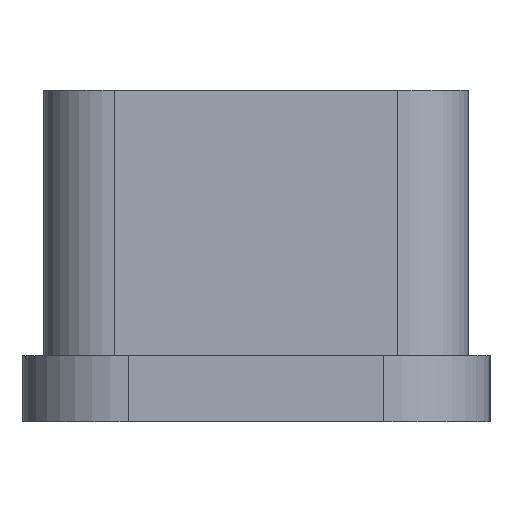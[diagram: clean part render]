
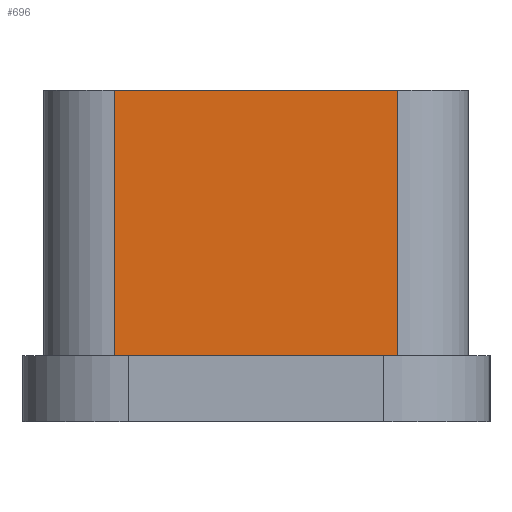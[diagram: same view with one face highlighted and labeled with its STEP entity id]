
A CAD part, left-side view. The second image highlights one B-rep face of the part: STEP entity #696.
In plain terms, the highlighted planar face has unit normal (-1, 0, 0).
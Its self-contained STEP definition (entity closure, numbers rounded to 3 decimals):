
#176=ORIENTED_EDGE('',*,*,#279,.F.);
#177=ORIENTED_EDGE('',*,*,#343,.F.);
#178=ORIENTED_EDGE('',*,*,#337,.T.);
#179=ORIENTED_EDGE('',*,*,#340,.T.);
#279=EDGE_CURVE('',#377,#378,#436,.T.);
#337=EDGE_CURVE('',#424,#422,#470,.T.);
#340=EDGE_CURVE('',#422,#378,#472,.T.);
#343=EDGE_CURVE('',#424,#377,#475,.T.);
#377=VERTEX_POINT('',#1047);
#378=VERTEX_POINT('',#1049);
#422=VERTEX_POINT('',#1164);
#424=VERTEX_POINT('',#1167);
#436=LINE('',#1048,#500);
#470=LINE('',#1166,#534);
#472=LINE('',#1172,#536);
#475=LINE('',#1177,#539);
#500=VECTOR('',#829,1000.);
#534=VECTOR('',#939,1000.);
#536=VECTOR('',#945,1000.);
#539=VECTOR('',#952,1000.);
#582=EDGE_LOOP('',(#176,#177,#178,#179));
#630=FACE_BOUND('',#582,.T.);
#668=PLANE('',#781);
#696=ADVANCED_FACE('',(#630),#668,.T.);
#781=AXIS2_PLACEMENT_3D('',#1178,#953,#954);
#829=DIRECTION('',(0.,1.,0.));
#939=DIRECTION('',(0.,1.,0.));
#945=DIRECTION('',(0.,0.,-1.));
#952=DIRECTION('',(0.,0.,-1.));
#953=DIRECTION('',(-1.,0.,0.));
#954=DIRECTION('',(0.,-1.,0.));
#1047=CARTESIAN_POINT('',(8.769,27.754,2.2));
#1048=CARTESIAN_POINT('',(8.769,28.755,2.2));
#1049=CARTESIAN_POINT('',(8.769,35.757,2.2));
#1164=CARTESIAN_POINT('',(8.769,35.757,9.707));
#1166=CARTESIAN_POINT('',(8.769,28.755,9.707));
#1167=CARTESIAN_POINT('',(8.769,27.754,9.707));
#1172=CARTESIAN_POINT('',(8.769,35.757,10.2));
#1177=CARTESIAN_POINT('',(8.769,27.754,10.2));
#1178=CARTESIAN_POINT('',(8.769,28.755,10.2));
